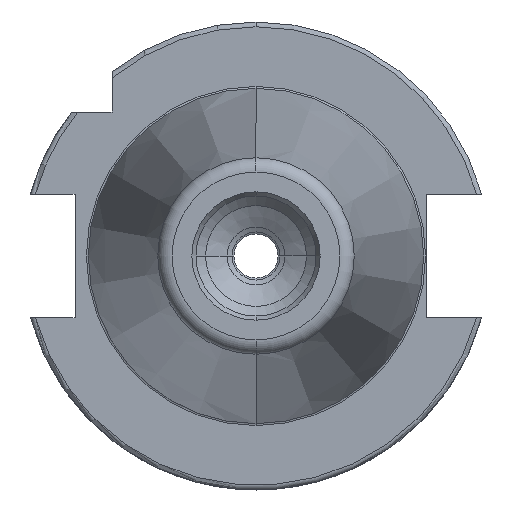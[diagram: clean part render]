
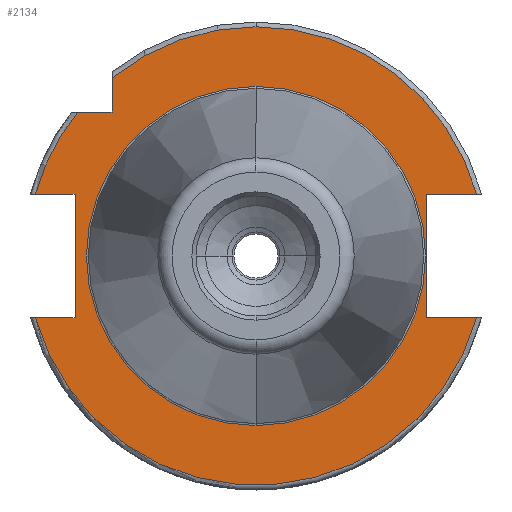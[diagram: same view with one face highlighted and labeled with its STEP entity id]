
A CAD part, left-side view. The second image highlights one B-rep face of the part: STEP entity #2134.
In plain terms, the highlighted planar face has unit normal (-1, 0, 0).
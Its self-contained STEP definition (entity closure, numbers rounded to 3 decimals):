
#97 = EDGE_LOOP ( 'NONE', ( #4228, #1584, #2512, #4754, #3235, #3880, #4136, #4310, #2814, #3985, #2618, #3372 ) ) ;
#116 = VERTEX_POINT ( 'NONE', #1420 ) ;
#120 = CARTESIAN_POINT ( 'NONE',  ( 3.2, -12.85, -35.5 ) ) ;
#136 = LINE ( 'NONE', #1528, #3496 ) ;
#240 = DIRECTION ( 'NONE',  ( 0., 0., 1. ) ) ;
#261 = EDGE_CURVE ( 'NONE', #4095, #1071, #2208, .T. ) ;
#278 = VECTOR ( 'NONE', #3767, 1000. ) ;
#317 = LINE ( 'NONE', #3003, #3655 ) ;
#448 = DIRECTION ( 'NONE',  ( 0., -1., 0. ) ) ;
#483 = CARTESIAN_POINT ( 'NONE',  ( 3.2, 0., 0. ) ) ;
#579 = VECTOR ( 'NONE', #4540, 1000. ) ;
#632 = CARTESIAN_POINT ( 'NONE',  ( 3.2, 0., 0. ) ) ;
#704 = LINE ( 'NONE', #1224, #820 ) ;
#820 = VECTOR ( 'NONE', #240, 1000. ) ;
#875 = AXIS2_PLACEMENT_3D ( 'NONE', #483, #4681, #3194 ) ;
#932 = DIRECTION ( 'NONE',  ( 0., -1., 0. ) ) ;
#989 = VECTOR ( 'NONE', #4362, 1000. ) ;
#990 = EDGE_CURVE ( 'NONE', #3337, #3835, #1538, .T. ) ;
#1071 = VERTEX_POINT ( 'NONE', #3519 ) ;
#1072 = VERTEX_POINT ( 'NONE', #3230 ) ;
#1134 = CIRCLE ( 'NONE', #4089, 47.75 ) ;
#1201 = ORIENTED_EDGE ( 'NONE', *, *, #3802, .F. ) ;
#1224 = CARTESIAN_POINT ( 'NONE',  ( 3.2, -12.85, 37.7 ) ) ;
#1353 = CARTESIAN_POINT ( 'NONE',  ( 3.2, 0., 0. ) ) ;
#1379 = FACE_BOUND ( 'NONE', #1669, .T. ) ;
#1420 = CARTESIAN_POINT ( 'NONE',  ( 3.2, -12.85, -35.5 ) ) ;
#1450 = DIRECTION ( 'NONE',  ( -1., 0., 0. ) ) ;
#1458 = DIRECTION ( 'NONE',  ( -1., 0., 0. ) ) ;
#1477 = EDGE_CURVE ( 'NONE', #3835, #1951, #704, .T. ) ;
#1505 = CARTESIAN_POINT ( 'NONE',  ( 3.2, -12.85, -45.988 ) ) ;
#1516 = CARTESIAN_POINT ( 'NONE',  ( 3.2, 12.85, -35.5 ) ) ;
#1528 = CARTESIAN_POINT ( 'NONE',  ( 3.2, -30., 30. ) ) ;
#1538 = LINE ( 'NONE', #4719, #278 ) ;
#1555 = CARTESIAN_POINT ( 'NONE',  ( 3.2, 12.85, -35.5 ) ) ;
#1577 = CIRCLE ( 'NONE', #875, 47.75 ) ;
#1584 = ORIENTED_EDGE ( 'NONE', *, *, #1866, .T. ) ;
#1666 = AXIS2_PLACEMENT_3D ( 'NONE', #3113, #2150, #448 ) ;
#1669 = EDGE_LOOP ( 'NONE', ( #3014, #1201 ) ) ;
#1719 = CARTESIAN_POINT ( 'NONE',  ( 3.2, -35.325, 0. ) ) ;
#1742 = EDGE_CURVE ( 'NONE', #3972, #4426, #4185, .T. ) ;
#1746 = EDGE_CURVE ( 'NONE', #3026, #4569, #136, .T. ) ;
#1747 = AXIS2_PLACEMENT_3D ( 'NONE', #2873, #4296, #932 ) ;
#1795 = CARTESIAN_POINT ( 'NONE',  ( 3.2, 12.85, 37.7 ) ) ;
#1866 = EDGE_CURVE ( 'NONE', #3082, #116, #1889, .T. ) ;
#1889 = LINE ( 'NONE', #1516, #2027 ) ;
#1951 = VERTEX_POINT ( 'NONE', #2590 ) ;
#1954 = VECTOR ( 'NONE', #4176, 1000. ) ;
#1981 = EDGE_CURVE ( 'NONE', #1072, #3026, #317, .T. ) ;
#2000 = AXIS2_PLACEMENT_3D ( 'NONE', #4386, #3676, #4053 ) ;
#2017 = EDGE_CURVE ( 'NONE', #2378, #2906, #4191, .T. ) ;
#2027 = VECTOR ( 'NONE', #2485, 1000. ) ;
#2100 = LINE ( 'NONE', #120, #989 ) ;
#2134 = ADVANCED_FACE ( 'NONE', ( #1379, #3682 ), #2787, .F. ) ;
#2150 = DIRECTION ( 'NONE',  ( -1., 0., 0. ) ) ;
#2208 = CIRCLE ( 'NONE', #4436, 35.325 ) ;
#2378 = VERTEX_POINT ( 'NONE', #1505 ) ;
#2459 = DIRECTION ( 'NONE',  ( 0., -1., 0. ) ) ;
#2485 = DIRECTION ( 'NONE',  ( 0., -1., 0. ) ) ;
#2512 = ORIENTED_EDGE ( 'NONE', *, *, #4364, .T. ) ;
#2590 = CARTESIAN_POINT ( 'NONE',  ( 3.2, -12.85, 45.988 ) ) ;
#2618 = ORIENTED_EDGE ( 'NONE', *, *, #3490, .T. ) ;
#2700 = DIRECTION ( 'NONE',  ( -1., 0., 0. ) ) ;
#2722 = CARTESIAN_POINT ( 'NONE',  ( 3.2, 12.85, 37.7 ) ) ;
#2787 = PLANE ( 'NONE',  #2000 ) ;
#2790 = CARTESIAN_POINT ( 'NONE',  ( 3.2, -12.85, 37.7 ) ) ;
#2814 = ORIENTED_EDGE ( 'NONE', *, *, #1477, .F. ) ;
#2820 = LINE ( 'NONE', #1555, #1954 ) ;
#2825 = DIRECTION ( 'NONE',  ( 0., -1., 0. ) ) ;
#2868 = EDGE_CURVE ( 'NONE', #3082, #4426, #2820, .T. ) ;
#2873 = CARTESIAN_POINT ( 'NONE',  ( 3.2, 0., 0. ) ) ;
#2906 = VERTEX_POINT ( 'NONE', #2946 ) ;
#2946 = CARTESIAN_POINT ( 'NONE',  ( 3.2, -47.75, 0. ) ) ;
#2962 = CIRCLE ( 'NONE', #1666, 35.325 ) ;
#3003 = CARTESIAN_POINT ( 'NONE',  ( 3.2, -30., 38.426 ) ) ;
#3014 = ORIENTED_EDGE ( 'NONE', *, *, #261, .F. ) ;
#3026 = VERTEX_POINT ( 'NONE', #4686 ) ;
#3082 = VERTEX_POINT ( 'NONE', #4112 ) ;
#3113 = CARTESIAN_POINT ( 'NONE',  ( 3.2, 0., 0. ) ) ;
#3194 = DIRECTION ( 'NONE',  ( 0., -1., 0. ) ) ;
#3230 = CARTESIAN_POINT ( 'NONE',  ( 3.2, -30., 37.149 ) ) ;
#3235 = ORIENTED_EDGE ( 'NONE', *, *, #3481, .T. ) ;
#3302 = CARTESIAN_POINT ( 'NONE',  ( 3.2, -37.149, 30. ) ) ;
#3337 = VERTEX_POINT ( 'NONE', #2722 ) ;
#3372 = ORIENTED_EDGE ( 'NONE', *, *, #1742, .T. ) ;
#3415 = AXIS2_PLACEMENT_3D ( 'NONE', #3890, #1450, #4062 ) ;
#3481 = EDGE_CURVE ( 'NONE', #2906, #4569, #1134, .T. ) ;
#3490 = EDGE_CURVE ( 'NONE', #3337, #3972, #4158, .T. ) ;
#3496 = VECTOR ( 'NONE', #2459, 1000. ) ;
#3517 = CARTESIAN_POINT ( 'NONE',  ( 3.2, 12.85, -45.988 ) ) ;
#3519 = CARTESIAN_POINT ( 'NONE',  ( 3.2, 35.325, 0. ) ) ;
#3627 = DIRECTION ( 'NONE',  ( 0., 0., -1. ) ) ;
#3655 = VECTOR ( 'NONE', #3627, 1000. ) ;
#3676 = DIRECTION ( 'NONE',  ( 1., 0., 0. ) ) ;
#3682 = FACE_OUTER_BOUND ( 'NONE', #97, .T. ) ;
#3767 = DIRECTION ( 'NONE',  ( 0., -1., 0. ) ) ;
#3802 = EDGE_CURVE ( 'NONE', #1071, #4095, #2962, .T. ) ;
#3835 = VERTEX_POINT ( 'NONE', #2790 ) ;
#3880 = ORIENTED_EDGE ( 'NONE', *, *, #1746, .F. ) ;
#3890 = CARTESIAN_POINT ( 'NONE',  ( 3.2, 0., 0. ) ) ;
#3922 = DIRECTION ( 'NONE',  ( 0., -1., 0. ) ) ;
#3972 = VERTEX_POINT ( 'NONE', #4060 ) ;
#3985 = ORIENTED_EDGE ( 'NONE', *, *, #990, .F. ) ;
#4053 = DIRECTION ( 'NONE',  ( 0., 1., 0. ) ) ;
#4060 = CARTESIAN_POINT ( 'NONE',  ( 3.2, 12.85, 45.988 ) ) ;
#4062 = DIRECTION ( 'NONE',  ( 0., -1., 0. ) ) ;
#4089 = AXIS2_PLACEMENT_3D ( 'NONE', #632, #2700, #2825 ) ;
#4095 = VERTEX_POINT ( 'NONE', #1719 ) ;
#4112 = CARTESIAN_POINT ( 'NONE',  ( 3.2, 12.85, -35.5 ) ) ;
#4136 = ORIENTED_EDGE ( 'NONE', *, *, #1981, .F. ) ;
#4158 = LINE ( 'NONE', #1795, #579 ) ;
#4176 = DIRECTION ( 'NONE',  ( 0., 0., -1. ) ) ;
#4185 = CIRCLE ( 'NONE', #1747, 47.75 ) ;
#4191 = CIRCLE ( 'NONE', #3415, 47.75 ) ;
#4228 = ORIENTED_EDGE ( 'NONE', *, *, #2868, .F. ) ;
#4242 = EDGE_CURVE ( 'NONE', #1072, #1951, #1577, .T. ) ;
#4296 = DIRECTION ( 'NONE',  ( -1., 0., 0. ) ) ;
#4310 = ORIENTED_EDGE ( 'NONE', *, *, #4242, .T. ) ;
#4362 = DIRECTION ( 'NONE',  ( 0., 0., -1. ) ) ;
#4364 = EDGE_CURVE ( 'NONE', #116, #2378, #2100, .T. ) ;
#4386 = CARTESIAN_POINT ( 'NONE',  ( 3.2, 35.325, 0. ) ) ;
#4426 = VERTEX_POINT ( 'NONE', #3517 ) ;
#4436 = AXIS2_PLACEMENT_3D ( 'NONE', #1353, #1458, #3922 ) ;
#4540 = DIRECTION ( 'NONE',  ( 0., 0., 1. ) ) ;
#4569 = VERTEX_POINT ( 'NONE', #3302 ) ;
#4681 = DIRECTION ( 'NONE',  ( -1., 0., 0. ) ) ;
#4686 = CARTESIAN_POINT ( 'NONE',  ( 3.2, -30., 30. ) ) ;
#4719 = CARTESIAN_POINT ( 'NONE',  ( 3.2, 12.85, 37.7 ) ) ;
#4754 = ORIENTED_EDGE ( 'NONE', *, *, #2017, .T. ) ;
